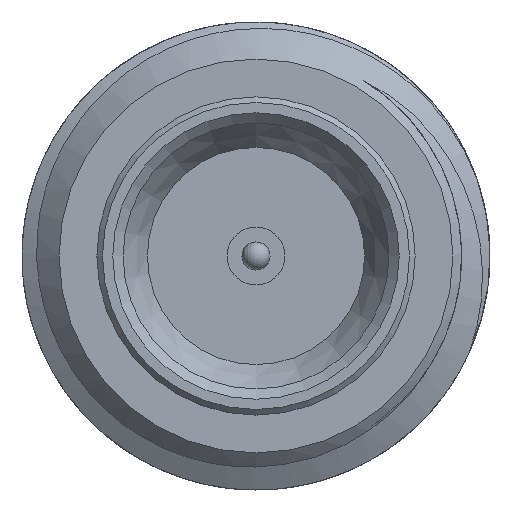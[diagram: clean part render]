
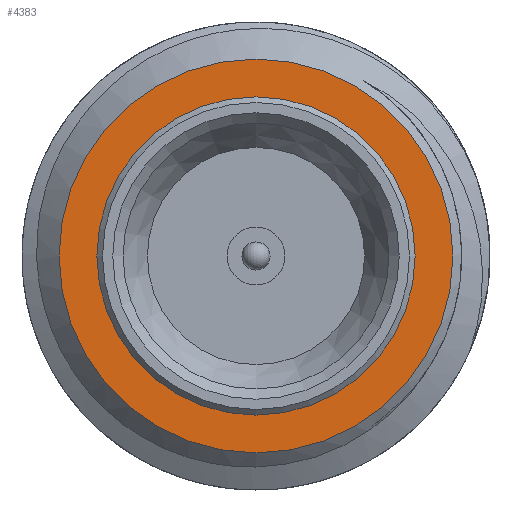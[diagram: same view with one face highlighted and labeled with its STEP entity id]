
A CAD part, left-side view. The second image highlights one B-rep face of the part: STEP entity #4383.
In plain terms, the highlighted planar face has unit normal (-1, 0, 0).
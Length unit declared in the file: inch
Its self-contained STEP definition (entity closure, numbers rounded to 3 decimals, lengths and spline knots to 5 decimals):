
#142 = VERTEX_POINT ( 'NONE', #2739 ) ;
#207 = PLANE ( 'NONE',  #730 ) ;
#240 = CARTESIAN_POINT ( 'NONE',  ( 0.08567, 0., 0. ) ) ;
#418 = CIRCLE ( 'NONE', #1294, 0.085 ) ;
#730 = AXIS2_PLACEMENT_3D ( 'NONE', #2946, #1542, #3585 ) ;
#880 = ORIENTED_EDGE ( 'NONE', *, *, #2032, .F. ) ;
#1210 = DIRECTION ( 'NONE',  ( 0., 0., -1. ) ) ;
#1294 = AXIS2_PLACEMENT_3D ( 'NONE', #240, #3972, #1210 ) ;
#1542 = DIRECTION ( 'NONE',  ( -1., 0., 0. ) ) ;
#1845 = DIRECTION ( 'NONE',  ( 1., 0., 0. ) ) ;
#1915 = CIRCLE ( 'NONE', #1925, 0.10518 ) ;
#1925 = AXIS2_PLACEMENT_3D ( 'NONE', #2523, #1845, #2896 ) ;
#1993 = CARTESIAN_POINT ( 'NONE',  ( 0.08567, 0., -0.10518 ) ) ;
#2024 = FACE_OUTER_BOUND ( 'NONE', #4159, .T. ) ;
#2032 = EDGE_CURVE ( 'NONE', #2182, #2182, #1915, .T. ) ;
#2059 = EDGE_LOOP ( 'NONE', ( #3553 ) ) ;
#2133 = FACE_BOUND ( 'NONE', #2059, .T. ) ;
#2182 = VERTEX_POINT ( 'NONE', #1993 ) ;
#2523 = CARTESIAN_POINT ( 'NONE',  ( 0.08567, 0., 0. ) ) ;
#2739 = CARTESIAN_POINT ( 'NONE',  ( 0.08567, 0., -0.085 ) ) ;
#2896 = DIRECTION ( 'NONE',  ( 0., 0., -1. ) ) ;
#2946 = CARTESIAN_POINT ( 'NONE',  ( 0.08567, 0.085, 0. ) ) ;
#3553 = ORIENTED_EDGE ( 'NONE', *, *, #4179, .T. ) ;
#3585 = DIRECTION ( 'NONE',  ( 0., 0., 1. ) ) ;
#3972 = DIRECTION ( 'NONE',  ( 1., 0., 0. ) ) ;
#4159 = EDGE_LOOP ( 'NONE', ( #880 ) ) ;
#4179 = EDGE_CURVE ( 'NONE', #142, #142, #418, .T. ) ;
#4383 = ADVANCED_FACE ( 'NONE', ( #2133, #2024 ), #207, .T. ) ;
